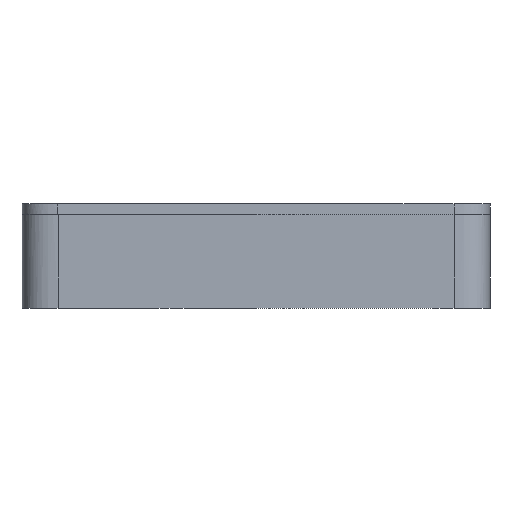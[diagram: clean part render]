
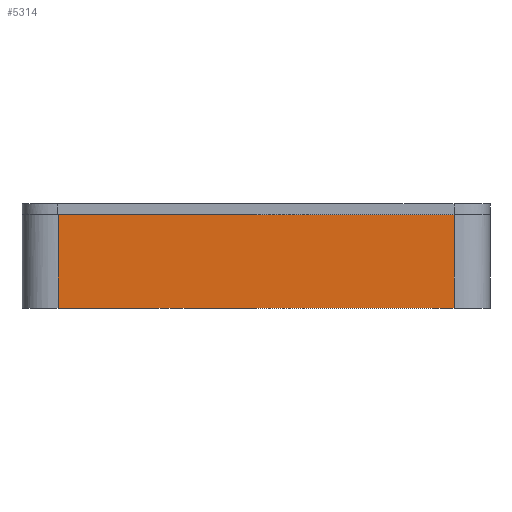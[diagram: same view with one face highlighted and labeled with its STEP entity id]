
A CAD part, front view. The second image highlights one B-rep face of the part: STEP entity #5314.
In plain terms, the highlighted planar face has unit normal (0, -1, 0).
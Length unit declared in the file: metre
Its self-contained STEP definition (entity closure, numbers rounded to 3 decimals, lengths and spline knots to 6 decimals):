
#368=B_SPLINE_CURVE_WITH_KNOTS('',3,(#7560,#7561,#7562,#7563),
 .UNSPECIFIED.,.F.,.F.,(4,4),(0.,1.),.UNSPECIFIED.);
#369=B_SPLINE_CURVE_WITH_KNOTS('',3,(#7567,#7568,#7569,#7570),
 .UNSPECIFIED.,.F.,.F.,(4,4),(0.,1.),.UNSPECIFIED.);
#502=ORIENTED_EDGE('',*,*,#2000,.T.);
#503=ORIENTED_EDGE('',*,*,#2016,.T.);
#504=ORIENTED_EDGE('',*,*,#2017,.F.);
#505=ORIENTED_EDGE('',*,*,#2018,.T.);
#2000=EDGE_CURVE('',#2760,#2759,#3294,.T.);
#2016=EDGE_CURVE('',#2759,#2771,#368,.T.);
#2017=EDGE_CURVE('',#2772,#2771,#3303,.T.);
#2018=EDGE_CURVE('',#2772,#2760,#369,.T.);
#2759=VERTEX_POINT('',#7513);
#2760=VERTEX_POINT('',#7515);
#2771=VERTEX_POINT('',#7564);
#2772=VERTEX_POINT('',#7566);
#3294=LINE('',#7514,#3757);
#3303=LINE('',#7565,#3766);
#3757=VECTOR('',#6120,1.);
#3766=VECTOR('',#6141,1.);
#4215=EDGE_LOOP('',(#502,#503,#504,#505));
#4688=FACE_BOUND('',#4215,.T.);
#5157=PLANE('',#5652);
#5314=ADVANCED_FACE('',(#4688),#5157,.F.);
#5652=AXIS2_PLACEMENT_3D('',#7559,#6139,#6140);
#6120=DIRECTION('',(1.,0.,0.));
#6139=DIRECTION('',(0.,1.,0.));
#6140=DIRECTION('',(0.,0.,1.));
#6141=DIRECTION('',(1.,0.,0.));
#7513=CARTESIAN_POINT('',(0.0275,-0.044913,0.));
#7514=CARTESIAN_POINT('',(0.,-0.044913,0.));
#7515=CARTESIAN_POINT('',(-0.0275,-0.044913,0.));
#7559=CARTESIAN_POINT('',(0.,-0.044913,0.013));
#7560=CARTESIAN_POINT('',(0.0275,-0.044913,0.));
#7561=CARTESIAN_POINT('',(0.0275,-0.044913,0.004333));
#7562=CARTESIAN_POINT('',(0.0275,-0.044913,0.008667));
#7563=CARTESIAN_POINT('',(0.0275,-0.044913,0.013));
#7564=CARTESIAN_POINT('',(0.0275,-0.044913,0.013));
#7565=CARTESIAN_POINT('',(0.,-0.044913,0.013));
#7566=CARTESIAN_POINT('',(-0.0275,-0.044913,0.013));
#7567=CARTESIAN_POINT('',(-0.0275,-0.044913,0.013));
#7568=CARTESIAN_POINT('',(-0.0275,-0.044913,0.008667));
#7569=CARTESIAN_POINT('',(-0.0275,-0.044913,0.004333));
#7570=CARTESIAN_POINT('',(-0.0275,-0.044913,0.));
